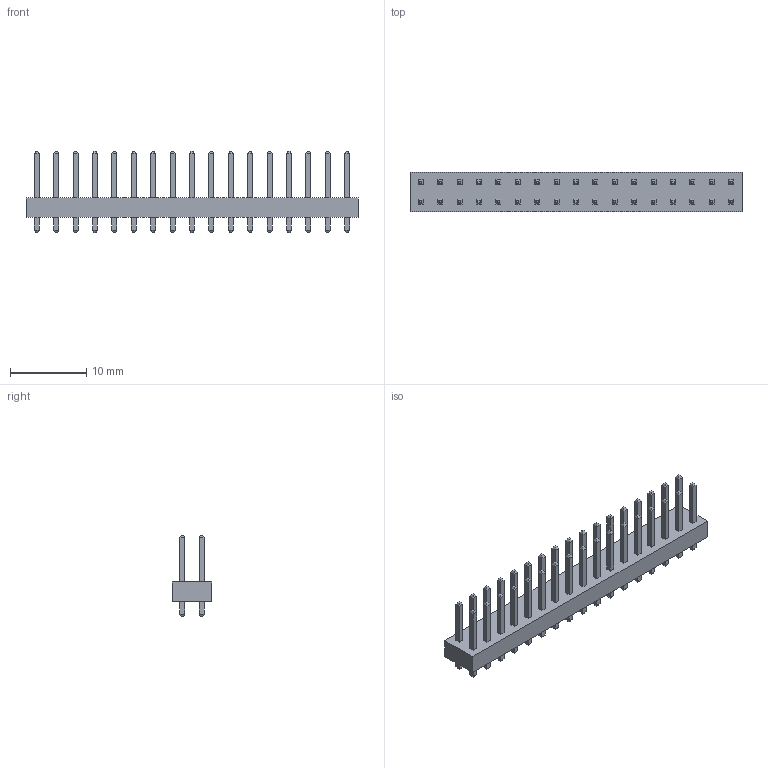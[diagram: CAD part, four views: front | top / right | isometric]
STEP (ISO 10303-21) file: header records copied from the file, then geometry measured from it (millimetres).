
FILE_DESCRIPTION (( 'STEP AP214' ), '1' );
FILE_NAME ( 'HDRV34W64P254_17X2_4348X515H865.STEP', '2022-06-18T21:59:53', ( '' ), ( '' ), '', '©2017 PCB Libraries, Inc.', '' );
FILE_SCHEMA (( 'AUTOMOTIVE_DESIGN' ));
Length unit declared in the file: millimetre
Products named in the file (1): HDRV34W64P254_17X2_4348X515H865
Bounding box: 43.48 x 5.15 x 10.65 mm (x, y, z)
Volume: 678 mm3; surface area: 1426.3 mm2
Topology: 69 solids, 69 shells, 686 faces, 1372 edges, 824 vertices
Faces by surface type: plane 686
Entity records: 19199 total; most frequent: CARTESIAN_POINT 2883, DIRECTION 2746, ORIENTED_EDGE 2744, VECTOR 1372, LINE 1372, EDGE_CURVE 1372, VERTEX_POINT 824, STYLED_ITEM 756
